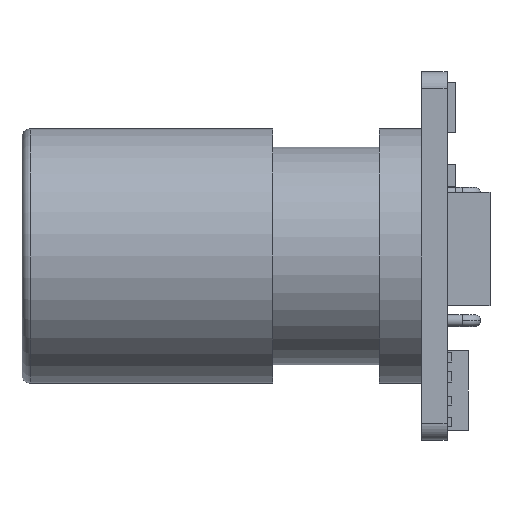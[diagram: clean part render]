
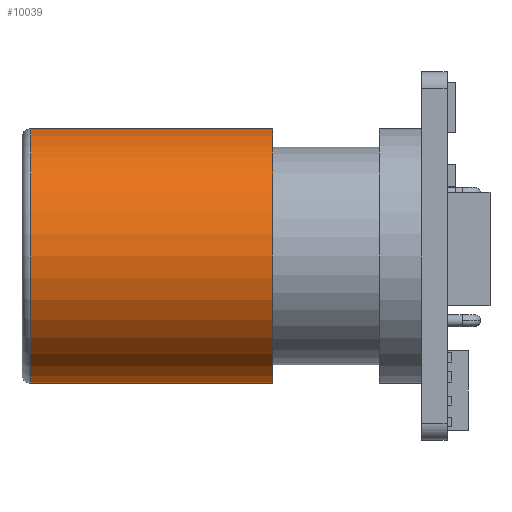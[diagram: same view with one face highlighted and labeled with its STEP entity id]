
A CAD part, left-side view. The second image highlights one B-rep face of the part: STEP entity #10039.
In plain terms, the highlighted cylindrical face has radius 7.617 mm (diameter 15.234 mm), a partial arc.
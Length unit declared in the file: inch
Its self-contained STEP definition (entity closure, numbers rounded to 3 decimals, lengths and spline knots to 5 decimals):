
#292 = CARTESIAN_POINT ( 'NONE',  ( -0.27898, 0.98, 0. ) ) ;
#594 = DIRECTION ( 'NONE',  ( 0., -1., 0. ) ) ;
#630 = DIRECTION ( 'NONE',  ( 0., 1., 0. ) ) ;
#905 = VECTOR ( 'NONE', #1314, 39.37008 ) ;
#944 = EDGE_CURVE ( 'NONE', #3718, #7894, #9177, .T. ) ;
#1263 = CARTESIAN_POINT ( 'NONE',  ( -0.27898, 2.84818, -0.29988 ) ) ;
#1314 = DIRECTION ( 'NONE',  ( 0., -1., 0. ) ) ;
#1710 = ORIENTED_EDGE ( 'NONE', *, *, #4911, .F. ) ;
#2063 = LINE ( 'NONE', #2117, #905 ) ;
#2117 = CARTESIAN_POINT ( 'NONE',  ( -0.27898, 2.84818, 0.29988 ) ) ;
#2305 = VERTEX_POINT ( 'NONE', #7475 ) ;
#2701 = ORIENTED_EDGE ( 'NONE', *, *, #944, .T. ) ;
#2791 = CIRCLE ( 'NONE', #7522, 0.29988 ) ;
#2861 = DIRECTION ( 'NONE',  ( 0., 0., -1. ) ) ;
#3666 = VERTEX_POINT ( 'NONE', #7050 ) ;
#3718 = VERTEX_POINT ( 'NONE', #6315 ) ;
#4834 = EDGE_CURVE ( 'NONE', #7894, #3666, #6921, .T. ) ;
#4903 = CARTESIAN_POINT ( 'NONE',  ( -0.27898, 2.84818, 0. ) ) ;
#4911 = EDGE_CURVE ( 'NONE', #3718, #2305, #2063, .T. ) ;
#5366 = CARTESIAN_POINT ( 'NONE',  ( -0.27898, 0.41, 0. ) ) ;
#5768 = AXIS2_PLACEMENT_3D ( 'NONE', #292, #9346, #2861 ) ;
#6315 = CARTESIAN_POINT ( 'NONE',  ( -0.27898, 0.98, 0.29988 ) ) ;
#6397 = CYLINDRICAL_SURFACE ( 'NONE', #6860, 0.29988 ) ;
#6421 = CARTESIAN_POINT ( 'NONE',  ( -0.27898, 0.98, -0.29988 ) ) ;
#6860 = AXIS2_PLACEMENT_3D ( 'NONE', #4903, #8765, #8809 ) ;
#6889 = EDGE_LOOP ( 'NONE', ( #1710, #2701, #8746, #9545 ) ) ;
#6921 = LINE ( 'NONE', #1263, #10395 ) ;
#7050 = CARTESIAN_POINT ( 'NONE',  ( -0.27898, 0.41, -0.29988 ) ) ;
#7055 = EDGE_CURVE ( 'NONE', #3666, #2305, #2791, .T. ) ;
#7475 = CARTESIAN_POINT ( 'NONE',  ( -0.27898, 0.41, 0.29988 ) ) ;
#7522 = AXIS2_PLACEMENT_3D ( 'NONE', #5366, #630, #10458 ) ;
#7894 = VERTEX_POINT ( 'NONE', #6421 ) ;
#8746 = ORIENTED_EDGE ( 'NONE', *, *, #4834, .T. ) ;
#8765 = DIRECTION ( 'NONE',  ( 0., -1., 0. ) ) ;
#8809 = DIRECTION ( 'NONE',  ( 0., 0., -1. ) ) ;
#9177 = CIRCLE ( 'NONE', #5768, 0.29988 ) ;
#9346 = DIRECTION ( 'NONE',  ( 0., -1., 0. ) ) ;
#9545 = ORIENTED_EDGE ( 'NONE', *, *, #7055, .T. ) ;
#9571 = FACE_OUTER_BOUND ( 'NONE', #6889, .T. ) ;
#10039 = ADVANCED_FACE ( 'NONE', ( #9571 ), #6397, .T. ) ;
#10395 = VECTOR ( 'NONE', #594, 39.37008 ) ;
#10458 = DIRECTION ( 'NONE',  ( 0., 0., 1. ) ) ;
